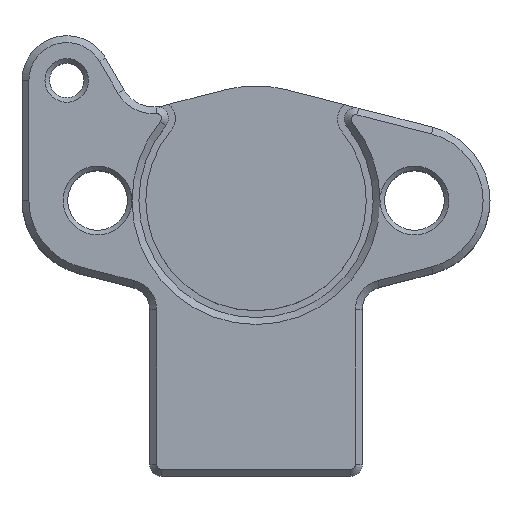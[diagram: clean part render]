
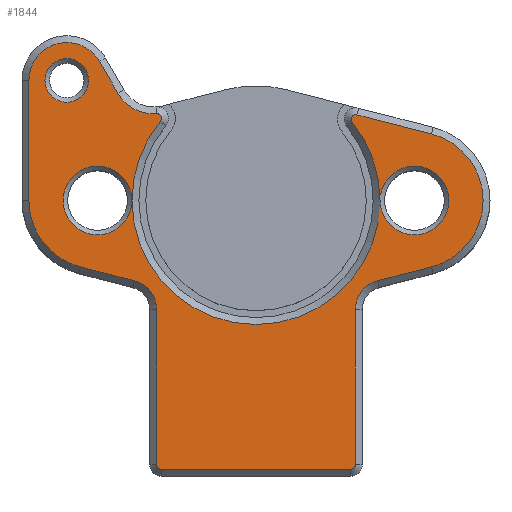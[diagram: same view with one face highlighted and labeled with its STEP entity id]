
A CAD part, top view. The second image highlights one B-rep face of the part: STEP entity #1844.
In plain terms, the highlighted planar face has unit normal (0, 0, 1).
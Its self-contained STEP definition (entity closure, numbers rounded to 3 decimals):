
#50=FACE_BOUND('',#228,.T.);
#66=PLANE('',#1976);
#113=FACE_OUTER_BOUND('',#227,.T.);
#227=EDGE_LOOP('',(#1250,#1251,#1252,#1253,#1254,#1255,#1256,#1257,#1258,
#1259,#1260,#1261,#1262,#1263,#1264,#1265,#1266,#1267,#1268,#1269,#1270,
#1271,#1272,#1273,#1274));
#228=EDGE_LOOP('',(#1275));
#357=LINE('',#2851,#517);
#358=LINE('',#2855,#518);
#359=LINE('',#2859,#519);
#360=LINE('',#2863,#520);
#361=LINE('',#2867,#521);
#362=LINE('',#2871,#522);
#363=LINE('',#2875,#523);
#364=LINE('',#2879,#524);
#517=VECTOR('',#2227,3.189);
#518=VECTOR('',#2230,10.45);
#519=VECTOR('',#2233,4.829);
#520=VECTOR('',#2236,13.495);
#521=VECTOR('',#2239,16.5);
#522=VECTOR('',#2242,13.495);
#523=VECTOR('',#2245,4.829);
#524=VECTOR('',#2248,6.702);
#677=CIRCLE('',#1974,1.9);
#679=CIRCLE('',#1977,3.);
#680=CIRCLE('',#1978,3.);
#681=CIRCLE('',#1979,10.8);
#682=CIRCLE('',#1980,0.4);
#683=CIRCLE('',#1981,3.6);
#684=CIRCLE('',#1982,3.3);
#685=CIRCLE('',#1983,5.975);
#686=CIRCLE('',#1984,2.6);
#687=CIRCLE('',#1985,0.4);
#688=CIRCLE('',#1986,0.4);
#689=CIRCLE('',#1987,2.6);
#690=CIRCLE('',#1988,5.975);
#691=CIRCLE('',#1989,0.4);
#692=CIRCLE('',#1990,10.8);
#693=CIRCLE('',#1991,3.);
#694=CIRCLE('',#1992,3.);
#695=CIRCLE('',#1993,10.8);
#795=VERTEX_POINT('',#2835);
#796=VERTEX_POINT('',#2840);
#797=VERTEX_POINT('',#2841);
#798=VERTEX_POINT('',#2844);
#799=VERTEX_POINT('',#2846);
#800=VERTEX_POINT('',#2848);
#801=VERTEX_POINT('',#2850);
#802=VERTEX_POINT('',#2852);
#803=VERTEX_POINT('',#2854);
#804=VERTEX_POINT('',#2856);
#805=VERTEX_POINT('',#2858);
#806=VERTEX_POINT('',#2860);
#807=VERTEX_POINT('',#2862);
#808=VERTEX_POINT('',#2864);
#809=VERTEX_POINT('',#2866);
#810=VERTEX_POINT('',#2868);
#811=VERTEX_POINT('',#2870);
#812=VERTEX_POINT('',#2872);
#813=VERTEX_POINT('',#2874);
#814=VERTEX_POINT('',#2876);
#815=VERTEX_POINT('',#2878);
#816=VERTEX_POINT('',#2880);
#817=VERTEX_POINT('',#2882);
#818=VERTEX_POINT('',#2884);
#967=EDGE_CURVE('',#795,#795,#677,.T.);
#969=EDGE_CURVE('',#796,#797,#679,.T.);
#970=EDGE_CURVE('',#797,#796,#680,.T.);
#971=EDGE_CURVE('',#796,#798,#681,.T.);
#972=EDGE_CURVE('',#798,#799,#682,.T.);
#973=EDGE_CURVE('',#799,#800,#683,.T.);
#974=EDGE_CURVE('',#800,#801,#357,.T.);
#975=EDGE_CURVE('',#801,#802,#684,.T.);
#976=EDGE_CURVE('',#802,#803,#358,.T.);
#977=EDGE_CURVE('',#803,#804,#685,.T.);
#978=EDGE_CURVE('',#804,#805,#359,.T.);
#979=EDGE_CURVE('',#805,#806,#686,.T.);
#980=EDGE_CURVE('',#806,#807,#360,.T.);
#981=EDGE_CURVE('',#807,#808,#687,.T.);
#982=EDGE_CURVE('',#808,#809,#361,.T.);
#983=EDGE_CURVE('',#809,#810,#688,.T.);
#984=EDGE_CURVE('',#810,#811,#362,.T.);
#985=EDGE_CURVE('',#811,#812,#689,.T.);
#986=EDGE_CURVE('',#812,#813,#363,.T.);
#987=EDGE_CURVE('',#813,#814,#690,.T.);
#988=EDGE_CURVE('',#814,#815,#364,.T.);
#989=EDGE_CURVE('',#815,#816,#691,.T.);
#990=EDGE_CURVE('',#816,#817,#692,.T.);
#991=EDGE_CURVE('',#817,#818,#693,.T.);
#992=EDGE_CURVE('',#818,#817,#694,.T.);
#993=EDGE_CURVE('',#817,#796,#695,.T.);
#1250=ORIENTED_EDGE('',*,*,#969,.T.);
#1251=ORIENTED_EDGE('',*,*,#970,.T.);
#1252=ORIENTED_EDGE('',*,*,#971,.T.);
#1253=ORIENTED_EDGE('',*,*,#972,.T.);
#1254=ORIENTED_EDGE('',*,*,#973,.T.);
#1255=ORIENTED_EDGE('',*,*,#974,.T.);
#1256=ORIENTED_EDGE('',*,*,#975,.T.);
#1257=ORIENTED_EDGE('',*,*,#976,.T.);
#1258=ORIENTED_EDGE('',*,*,#977,.T.);
#1259=ORIENTED_EDGE('',*,*,#978,.T.);
#1260=ORIENTED_EDGE('',*,*,#979,.T.);
#1261=ORIENTED_EDGE('',*,*,#980,.T.);
#1262=ORIENTED_EDGE('',*,*,#981,.T.);
#1263=ORIENTED_EDGE('',*,*,#982,.T.);
#1264=ORIENTED_EDGE('',*,*,#983,.T.);
#1265=ORIENTED_EDGE('',*,*,#984,.T.);
#1266=ORIENTED_EDGE('',*,*,#985,.T.);
#1267=ORIENTED_EDGE('',*,*,#986,.T.);
#1268=ORIENTED_EDGE('',*,*,#987,.T.);
#1269=ORIENTED_EDGE('',*,*,#988,.T.);
#1270=ORIENTED_EDGE('',*,*,#989,.T.);
#1271=ORIENTED_EDGE('',*,*,#990,.T.);
#1272=ORIENTED_EDGE('',*,*,#991,.T.);
#1273=ORIENTED_EDGE('',*,*,#992,.T.);
#1274=ORIENTED_EDGE('',*,*,#993,.T.);
#1275=ORIENTED_EDGE('',*,*,#967,.T.);
#1844=ADVANCED_FACE('',(#113,#50),#66,.F.);
#1974=AXIS2_PLACEMENT_3D('',#2837,#2211,#2212);
#1976=AXIS2_PLACEMENT_3D('',#2839,#2215,#2216);
#1977=AXIS2_PLACEMENT_3D('',#2842,#2217,#2218);
#1978=AXIS2_PLACEMENT_3D('',#2843,#2219,#2220);
#1979=AXIS2_PLACEMENT_3D('',#2845,#2221,#2222);
#1980=AXIS2_PLACEMENT_3D('',#2847,#2223,#2224);
#1981=AXIS2_PLACEMENT_3D('',#2849,#2225,#2226);
#1982=AXIS2_PLACEMENT_3D('',#2853,#2228,#2229);
#1983=AXIS2_PLACEMENT_3D('',#2857,#2231,#2232);
#1984=AXIS2_PLACEMENT_3D('',#2861,#2234,#2235);
#1985=AXIS2_PLACEMENT_3D('',#2865,#2237,#2238);
#1986=AXIS2_PLACEMENT_3D('',#2869,#2240,#2241);
#1987=AXIS2_PLACEMENT_3D('',#2873,#2243,#2244);
#1988=AXIS2_PLACEMENT_3D('',#2877,#2246,#2247);
#1989=AXIS2_PLACEMENT_3D('',#2881,#2249,#2250);
#1990=AXIS2_PLACEMENT_3D('',#2883,#2251,#2252);
#1991=AXIS2_PLACEMENT_3D('',#2885,#2253,#2254);
#1992=AXIS2_PLACEMENT_3D('',#2886,#2255,#2256);
#1993=AXIS2_PLACEMENT_3D('',#2887,#2257,#2258);
#2211=DIRECTION('center_axis',(0.,0.,-1.));
#2212=DIRECTION('ref_axis',(-1.,0.,0.));
#2215=DIRECTION('center_axis',(0.,0.,-1.));
#2216=DIRECTION('ref_axis',(-1.,0.,0.));
#2217=DIRECTION('center_axis',(0.,0.,-1.));
#2218=DIRECTION('ref_axis',(1.,0.,0.));
#2219=DIRECTION('center_axis',(0.,0.,-1.));
#2220=DIRECTION('ref_axis',(1.,0.,0.));
#2221=DIRECTION('center_axis',(0.,0.,-1.));
#2222=DIRECTION('ref_axis',(-1.,0.,0.));
#2223=DIRECTION('center_axis',(0.,0.,1.));
#2224=DIRECTION('ref_axis',(0.77,-0.638,0.));
#2225=DIRECTION('center_axis',(0.,0.,-1.));
#2226=DIRECTION('ref_axis',(0.071,-0.997,0.));
#2227=DIRECTION('',(-0.5,0.866,0.));
#2228=DIRECTION('center_axis',(0.,0.,1.));
#2229=DIRECTION('ref_axis',(0.866,0.5,0.));
#2230=DIRECTION('',(0.,-1.,0.));
#2231=DIRECTION('center_axis',(0.,0.,1.));
#2232=DIRECTION('ref_axis',(-1.,0.,0.));
#2233=DIRECTION('',(0.969,-0.248,0.));
#2234=DIRECTION('center_axis',(0.,0.,-1.));
#2235=DIRECTION('ref_axis',(0.248,0.969,0.));
#2236=DIRECTION('',(0.,-1.,0.));
#2237=DIRECTION('center_axis',(0.,0.,1.));
#2238=DIRECTION('ref_axis',(-1.,0.,0.));
#2239=DIRECTION('',(1.,0.,0.));
#2240=DIRECTION('center_axis',(0.,0.,1.));
#2241=DIRECTION('ref_axis',(0.,-1.,0.));
#2242=DIRECTION('',(0.,1.,0.));
#2243=DIRECTION('center_axis',(0.,0.,-1.));
#2244=DIRECTION('ref_axis',(-1.,0.,0.));
#2245=DIRECTION('',(0.969,0.248,0.));
#2246=DIRECTION('center_axis',(0.,0.,1.));
#2247=DIRECTION('ref_axis',(0.248,-0.969,0.));
#2248=DIRECTION('',(-0.969,0.248,0.));
#2249=DIRECTION('center_axis',(0.,0.,1.));
#2250=DIRECTION('ref_axis',(0.248,0.969,0.));
#2251=DIRECTION('center_axis',(0.,0.,-1.));
#2252=DIRECTION('ref_axis',(0.776,0.631,0.));
#2253=DIRECTION('center_axis',(0.,0.,-1.));
#2254=DIRECTION('ref_axis',(1.,0.,0.));
#2255=DIRECTION('center_axis',(0.,0.,-1.));
#2256=DIRECTION('ref_axis',(1.,0.,0.));
#2257=DIRECTION('center_axis',(0.,0.,-1.));
#2258=DIRECTION('ref_axis',(1.,0.,0.));
#2835=CARTESIAN_POINT('',(33.325,12.35,12.));
#2837=CARTESIAN_POINT('Origin',(33.325,10.45,12.));
#2839=CARTESIAN_POINT('Origin',(49.8,0.,12.));
#2840=CARTESIAN_POINT('',(39.,0.,12.));
#2841=CARTESIAN_POINT('',(36.,3.,12.));
#2842=CARTESIAN_POINT('Origin',(36.,0.,12.));
#2843=CARTESIAN_POINT('Origin',(36.,0.,12.));
#2844=CARTESIAN_POINT('',(41.486,6.893,12.));
#2845=CARTESIAN_POINT('Origin',(49.8,0.,12.));
#2846=CARTESIAN_POINT('',(41.15,7.547,12.));
#2847=CARTESIAN_POINT('Origin',(41.178,7.148,12.));
#2848=CARTESIAN_POINT('',(37.777,9.338,12.));
#2849=CARTESIAN_POINT('Origin',(40.895,11.138,12.));
#2850=CARTESIAN_POINT('',(36.183,12.1,12.));
#2851=CARTESIAN_POINT('',(37.777,9.338,12.));
#2852=CARTESIAN_POINT('',(30.025,10.45,12.));
#2853=CARTESIAN_POINT('Origin',(33.325,10.45,12.));
#2854=CARTESIAN_POINT('',(30.025,0.,12.));
#2855=CARTESIAN_POINT('',(30.025,10.45,12.));
#2856=CARTESIAN_POINT('',(34.517,-5.788,12.));
#2857=CARTESIAN_POINT('Origin',(36.,0.,12.));
#2858=CARTESIAN_POINT('',(39.195,-6.987,12.));
#2859=CARTESIAN_POINT('',(34.517,-5.788,12.));
#2860=CARTESIAN_POINT('',(41.15,-9.505,12.));
#2861=CARTESIAN_POINT('Origin',(38.55,-9.505,12.));
#2862=CARTESIAN_POINT('',(41.15,-23.,12.));
#2863=CARTESIAN_POINT('',(41.15,-9.505,12.));
#2864=CARTESIAN_POINT('',(41.55,-23.4,12.));
#2865=CARTESIAN_POINT('Origin',(41.55,-23.,12.));
#2866=CARTESIAN_POINT('',(58.05,-23.4,12.));
#2867=CARTESIAN_POINT('',(41.55,-23.4,12.));
#2868=CARTESIAN_POINT('',(58.45,-23.,12.));
#2869=CARTESIAN_POINT('Origin',(58.05,-23.,12.));
#2870=CARTESIAN_POINT('',(58.45,-9.505,12.));
#2871=CARTESIAN_POINT('',(58.45,-23.,12.));
#2872=CARTESIAN_POINT('',(60.405,-6.987,12.));
#2873=CARTESIAN_POINT('Origin',(61.05,-9.505,12.));
#2874=CARTESIAN_POINT('',(65.083,-5.788,12.));
#2875=CARTESIAN_POINT('',(60.405,-6.987,12.));
#2876=CARTESIAN_POINT('',(65.083,5.788,12.));
#2877=CARTESIAN_POINT('Origin',(63.6,0.,12.));
#2878=CARTESIAN_POINT('',(58.591,7.451,12.));
#2879=CARTESIAN_POINT('',(65.083,5.788,12.));
#2880=CARTESIAN_POINT('',(58.181,6.812,12.));
#2881=CARTESIAN_POINT('Origin',(58.491,7.064,12.));
#2882=CARTESIAN_POINT('',(60.6,0.,12.));
#2883=CARTESIAN_POINT('Origin',(49.8,0.,12.));
#2884=CARTESIAN_POINT('',(63.6,3.,12.));
#2885=CARTESIAN_POINT('Origin',(63.6,0.,12.));
#2886=CARTESIAN_POINT('Origin',(63.6,0.,12.));
#2887=CARTESIAN_POINT('Origin',(49.8,0.,12.));
